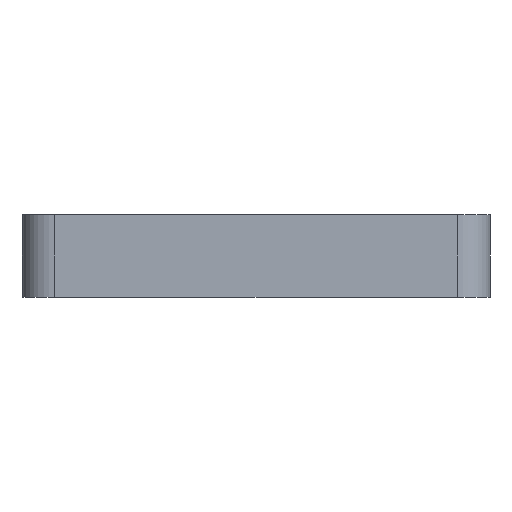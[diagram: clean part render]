
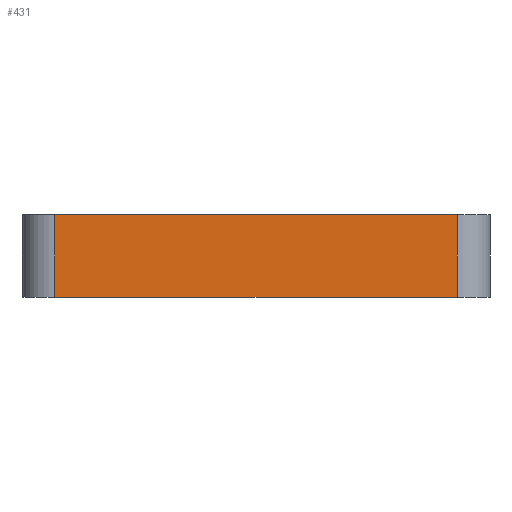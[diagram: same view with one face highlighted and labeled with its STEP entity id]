
A CAD part, front view. The second image highlights one B-rep face of the part: STEP entity #431.
In plain terms, the highlighted planar face has unit normal (0, -1, 0).
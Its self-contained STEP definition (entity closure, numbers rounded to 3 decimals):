
#30=PLANE('',#494);
#49=FACE_OUTER_BOUND('',#71,.T.);
#71=EDGE_LOOP('',(#341,#342,#343,#344));
#113=LINE('',#725,#149);
#114=LINE('',#728,#150);
#115=LINE('',#730,#151);
#116=LINE('',#731,#152);
#149=VECTOR('',#598,10.);
#150=VECTOR('',#601,10.);
#151=VECTOR('',#602,10.);
#152=VECTOR('',#603,10.);
#213=VERTEX_POINT('',#721);
#214=VERTEX_POINT('',#723);
#215=VERTEX_POINT('',#727);
#216=VERTEX_POINT('',#729);
#267=EDGE_CURVE('',#213,#214,#113,.T.);
#268=EDGE_CURVE('',#213,#215,#114,.T.);
#269=EDGE_CURVE('',#216,#214,#115,.T.);
#270=EDGE_CURVE('',#215,#216,#116,.T.);
#341=ORIENTED_EDGE('',*,*,#268,.F.);
#342=ORIENTED_EDGE('',*,*,#267,.T.);
#343=ORIENTED_EDGE('',*,*,#269,.F.);
#344=ORIENTED_EDGE('',*,*,#270,.F.);
#431=ADVANCED_FACE('',(#49),#30,.T.);
#494=AXIS2_PLACEMENT_3D('',#726,#599,#600);
#598=DIRECTION('',(0.,0.,-1.));
#599=DIRECTION('center_axis',(0.,-1.,0.));
#600=DIRECTION('ref_axis',(-1.,0.,0.));
#601=DIRECTION('',(1.,0.,0.));
#602=DIRECTION('',(-1.,0.,0.));
#603=DIRECTION('',(0.,0.,-1.));
#721=CARTESIAN_POINT('',(-39.,-55.,0.));
#723=CARTESIAN_POINT('',(-39.,-55.,-5.));
#725=CARTESIAN_POINT('',(-39.,-55.,0.));
#726=CARTESIAN_POINT('Origin',(-14.5,-55.,0.));
#727=CARTESIAN_POINT('',(-14.5,-55.,0.));
#728=CARTESIAN_POINT('',(-39.,-55.,0.));
#729=CARTESIAN_POINT('',(-14.5,-55.,-5.));
#730=CARTESIAN_POINT('',(-39.,-55.,-5.));
#731=CARTESIAN_POINT('',(-14.5,-55.,0.));
